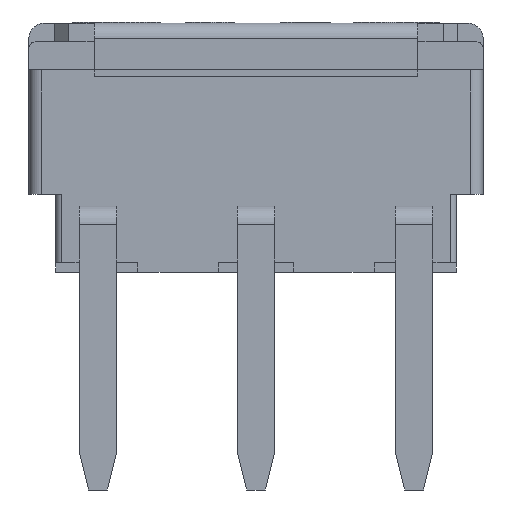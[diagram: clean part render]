
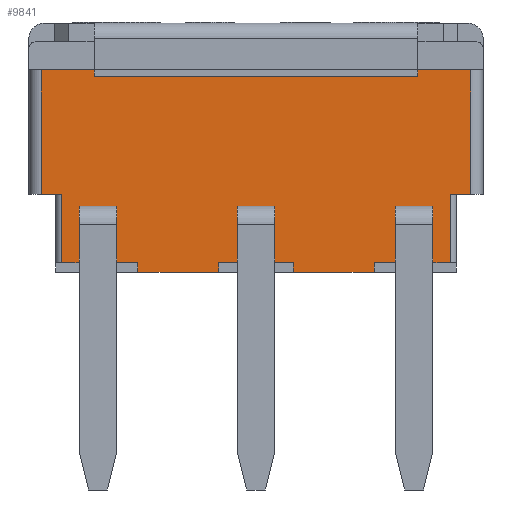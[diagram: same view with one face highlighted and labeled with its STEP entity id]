
A CAD part, left-side view. The second image highlights one B-rep face of the part: STEP entity #9841.
In plain terms, the highlighted planar face has unit normal (-1, 0, 0).
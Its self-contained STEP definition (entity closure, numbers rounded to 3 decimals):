
#3378 = VERTEX_POINT('',#3379);
#3379 = CARTESIAN_POINT('',(0.26,-5.14,3.25));
#3468 = VERTEX_POINT('',#3469);
#3469 = CARTESIAN_POINT('',(0.26,0.06,3.25));
#8099 = VERTEX_POINT('',#8100);
#8100 = CARTESIAN_POINT('',(0.26,-5.99,1.25));
#8107 = EDGE_CURVE('',#8099,#8108,#8110,.T.);
#8108 = VERTEX_POINT('',#8109);
#8109 = CARTESIAN_POINT('',(0.26,-5.76,1.25));
#8110 = LINE('',#8111,#8112);
#8111 = CARTESIAN_POINT('',(0.26,-6.19,1.25));
#8112 = VECTOR('',#8113,1.);
#8113 = DIRECTION('',(0.,1.,0.));
#8115 = EDGE_CURVE('',#8108,#8116,#8118,.T.);
#8116 = VERTEX_POINT('',#8117);
#8117 = CARTESIAN_POINT('',(0.26,-5.66,1.25));
#8118 = LINE('',#8119,#8120);
#8119 = CARTESIAN_POINT('',(0.26,-4.258,1.25));
#8120 = VECTOR('',#8121,1.);
#8121 = DIRECTION('',(0.,1.,0.));
#8762 = VERTEX_POINT('',#8763);
#8763 = CARTESIAN_POINT('',(0.26,-5.99,3.25));
#8797 = VERTEX_POINT('',#8798);
#8798 = CARTESIAN_POINT('',(0.26,0.91,3.25));
#8805 = EDGE_CURVE('',#8797,#3468,#8806,.T.);
#8806 = LINE('',#8807,#8808);
#8807 = CARTESIAN_POINT('',(0.26,1.11,3.25));
#8808 = VECTOR('',#8809,1.);
#8809 = DIRECTION('',(0.,-1.,0.));
#8814 = EDGE_CURVE('',#3378,#8762,#8815,.T.);
#8815 = LINE('',#8816,#8817);
#8816 = CARTESIAN_POINT('',(0.26,1.11,3.25));
#8817 = VECTOR('',#8818,1.);
#8818 = DIRECTION('',(0.,-1.,0.));
#9529 = VERTEX_POINT('',#9530);
#9530 = CARTESIAN_POINT('',(0.26,-5.66,0.15));
#9537 = EDGE_CURVE('',#9529,#8116,#9538,.T.);
#9538 = LINE('',#9539,#9540);
#9539 = CARTESIAN_POINT('',(0.26,-5.66,0.));
#9540 = VECTOR('',#9541,1.);
#9541 = DIRECTION('',(0.,0.,1.));
#9562 = VERTEX_POINT('',#9563);
#9563 = CARTESIAN_POINT('',(0.26,-4.44,0.15));
#9569 = EDGE_CURVE('',#9562,#9529,#9570,.T.);
#9570 = LINE('',#9571,#9572);
#9571 = CARTESIAN_POINT('',(0.26,-4.44,0.15));
#9572 = VECTOR('',#9573,1.);
#9573 = DIRECTION('',(0.,-1.,0.));
#9699 = VERTEX_POINT('',#9700);
#9700 = CARTESIAN_POINT('',(0.26,-0.64,0.));
#9706 = EDGE_CURVE('',#9699,#9707,#9709,.T.);
#9707 = VERTEX_POINT('',#9708);
#9708 = CARTESIAN_POINT('',(0.26,-1.94,0.));
#9709 = LINE('',#9710,#9711);
#9710 = CARTESIAN_POINT('',(0.26,0.68,0.));
#9711 = VECTOR('',#9712,1.);
#9712 = DIRECTION('',(0.,-1.,0.));
#9731 = VERTEX_POINT('',#9732);
#9732 = CARTESIAN_POINT('',(0.26,-3.14,0.));
#9738 = EDGE_CURVE('',#9731,#9739,#9741,.T.);
#9739 = VERTEX_POINT('',#9740);
#9740 = CARTESIAN_POINT('',(0.26,-4.44,0.));
#9741 = LINE('',#9742,#9743);
#9742 = CARTESIAN_POINT('',(0.26,0.68,0.));
#9743 = VECTOR('',#9744,1.);
#9744 = DIRECTION('',(0.,-1.,0.));
#9841 = ADVANCED_FACE('',(#9842,#9954,#9988,#10022),#10056,.T.);
#9842 = FACE_BOUND('',#9843,.T.);
#9843 = EDGE_LOOP('',(#9844,#9845,#9853,#9861,#9869,#9877,#9885,#9891,
#9892,#9900,#9908,#9914,#9915,#9921,#9922,#9923,#9924,#9925,#9931,
#9932,#9940,#9948));
#9844 = ORIENTED_EDGE('',*,*,#8805,.F.);
#9845 = ORIENTED_EDGE('',*,*,#9846,.F.);
#9846 = EDGE_CURVE('',#9847,#8797,#9849,.T.);
#9847 = VERTEX_POINT('',#9848);
#9848 = CARTESIAN_POINT('',(0.26,0.91,1.25));
#9849 = LINE('',#9850,#9851);
#9850 = CARTESIAN_POINT('',(0.26,0.91,1.25));
#9851 = VECTOR('',#9852,1.);
#9852 = DIRECTION('',(0.,0.,1.));
#9853 = ORIENTED_EDGE('',*,*,#9854,.T.);
#9854 = EDGE_CURVE('',#9847,#9855,#9857,.T.);
#9855 = VERTEX_POINT('',#9856);
#9856 = CARTESIAN_POINT('',(0.26,0.68,1.25));
#9857 = LINE('',#9858,#9859);
#9858 = CARTESIAN_POINT('',(0.26,1.11,1.25));
#9859 = VECTOR('',#9860,1.);
#9860 = DIRECTION('',(0.,-1.,0.));
#9861 = ORIENTED_EDGE('',*,*,#9862,.T.);
#9862 = EDGE_CURVE('',#9855,#9863,#9865,.T.);
#9863 = VERTEX_POINT('',#9864);
#9864 = CARTESIAN_POINT('',(0.26,0.58,1.25));
#9865 = LINE('',#9866,#9867);
#9866 = CARTESIAN_POINT('',(0.26,-0.823,1.25));
#9867 = VECTOR('',#9868,1.);
#9868 = DIRECTION('',(0.,-1.,0.));
#9869 = ORIENTED_EDGE('',*,*,#9870,.F.);
#9870 = EDGE_CURVE('',#9871,#9863,#9873,.T.);
#9871 = VERTEX_POINT('',#9872);
#9872 = CARTESIAN_POINT('',(0.26,0.58,0.15));
#9873 = LINE('',#9874,#9875);
#9874 = CARTESIAN_POINT('',(0.26,0.58,0.));
#9875 = VECTOR('',#9876,1.);
#9876 = DIRECTION('',(0.,0.,1.));
#9877 = ORIENTED_EDGE('',*,*,#9878,.T.);
#9878 = EDGE_CURVE('',#9871,#9879,#9881,.T.);
#9879 = VERTEX_POINT('',#9880);
#9880 = CARTESIAN_POINT('',(0.26,-0.64,0.15));
#9881 = LINE('',#9882,#9883);
#9882 = CARTESIAN_POINT('',(0.26,0.68,0.15));
#9883 = VECTOR('',#9884,1.);
#9884 = DIRECTION('',(0.,-1.,0.));
#9885 = ORIENTED_EDGE('',*,*,#9886,.F.);
#9886 = EDGE_CURVE('',#9699,#9879,#9887,.T.);
#9887 = LINE('',#9888,#9889);
#9888 = CARTESIAN_POINT('',(0.26,-0.64,0.));
#9889 = VECTOR('',#9890,1.);
#9890 = DIRECTION('',(0.,0.,1.));
#9891 = ORIENTED_EDGE('',*,*,#9706,.T.);
#9892 = ORIENTED_EDGE('',*,*,#9893,.T.);
#9893 = EDGE_CURVE('',#9707,#9894,#9896,.T.);
#9894 = VERTEX_POINT('',#9895);
#9895 = CARTESIAN_POINT('',(0.26,-1.94,0.15));
#9896 = LINE('',#9897,#9898);
#9897 = CARTESIAN_POINT('',(0.26,-1.94,0.));
#9898 = VECTOR('',#9899,1.);
#9899 = DIRECTION('',(0.,0.,1.));
#9900 = ORIENTED_EDGE('',*,*,#9901,.T.);
#9901 = EDGE_CURVE('',#9894,#9902,#9904,.T.);
#9902 = VERTEX_POINT('',#9903);
#9903 = CARTESIAN_POINT('',(0.26,-3.14,0.15));
#9904 = LINE('',#9905,#9906);
#9905 = CARTESIAN_POINT('',(0.26,-1.94,0.15));
#9906 = VECTOR('',#9907,1.);
#9907 = DIRECTION('',(0.,-1.,0.));
#9908 = ORIENTED_EDGE('',*,*,#9909,.F.);
#9909 = EDGE_CURVE('',#9731,#9902,#9910,.T.);
#9910 = LINE('',#9911,#9912);
#9911 = CARTESIAN_POINT('',(0.26,-3.14,0.));
#9912 = VECTOR('',#9913,1.);
#9913 = DIRECTION('',(0.,0.,1.));
#9914 = ORIENTED_EDGE('',*,*,#9738,.T.);
#9915 = ORIENTED_EDGE('',*,*,#9916,.T.);
#9916 = EDGE_CURVE('',#9739,#9562,#9917,.T.);
#9917 = LINE('',#9918,#9919);
#9918 = CARTESIAN_POINT('',(0.26,-4.44,0.));
#9919 = VECTOR('',#9920,1.);
#9920 = DIRECTION('',(0.,0.,1.));
#9921 = ORIENTED_EDGE('',*,*,#9569,.T.);
#9922 = ORIENTED_EDGE('',*,*,#9537,.T.);
#9923 = ORIENTED_EDGE('',*,*,#8115,.F.);
#9924 = ORIENTED_EDGE('',*,*,#8107,.F.);
#9925 = ORIENTED_EDGE('',*,*,#9926,.T.);
#9926 = EDGE_CURVE('',#8099,#8762,#9927,.T.);
#9927 = LINE('',#9928,#9929);
#9928 = CARTESIAN_POINT('',(0.26,-5.99,1.25));
#9929 = VECTOR('',#9930,1.);
#9930 = DIRECTION('',(0.,0.,1.));
#9931 = ORIENTED_EDGE('',*,*,#8814,.F.);
#9932 = ORIENTED_EDGE('',*,*,#9933,.F.);
#9933 = EDGE_CURVE('',#9934,#3378,#9936,.T.);
#9934 = VERTEX_POINT('',#9935);
#9935 = CARTESIAN_POINT('',(0.26,-5.14,3.15));
#9936 = LINE('',#9937,#9938);
#9937 = CARTESIAN_POINT('',(0.26,-5.14,1.9));
#9938 = VECTOR('',#9939,1.);
#9939 = DIRECTION('',(0.,0.,1.));
#9940 = ORIENTED_EDGE('',*,*,#9941,.T.);
#9941 = EDGE_CURVE('',#9934,#9942,#9944,.T.);
#9942 = VERTEX_POINT('',#9943);
#9943 = CARTESIAN_POINT('',(0.26,0.06,3.15));
#9944 = LINE('',#9945,#9946);
#9945 = CARTESIAN_POINT('',(0.26,-5.89,3.15));
#9946 = VECTOR('',#9947,1.);
#9947 = DIRECTION('',(0.,1.,0.));
#9948 = ORIENTED_EDGE('',*,*,#9949,.T.);
#9949 = EDGE_CURVE('',#9942,#3468,#9950,.T.);
#9950 = LINE('',#9951,#9952);
#9951 = CARTESIAN_POINT('',(0.26,0.06,1.9));
#9952 = VECTOR('',#9953,1.);
#9953 = DIRECTION('',(0.,0.,1.));
#9954 = FACE_BOUND('',#9955,.T.);
#9955 = EDGE_LOOP('',(#9956,#9966,#9974,#9982));
#9956 = ORIENTED_EDGE('',*,*,#9957,.T.);
#9957 = EDGE_CURVE('',#9958,#9960,#9962,.T.);
#9958 = VERTEX_POINT('',#9959);
#9959 = CARTESIAN_POINT('',(0.26,-4.78,1.06));
#9960 = VERTEX_POINT('',#9961);
#9961 = CARTESIAN_POINT('',(0.26,-5.38,1.06));
#9962 = LINE('',#9963,#9964);
#9963 = CARTESIAN_POINT('',(0.26,-3.81,1.06));
#9964 = VECTOR('',#9965,1.);
#9965 = DIRECTION('',(0.,-1.,0.));
#9966 = ORIENTED_EDGE('',*,*,#9967,.T.);
#9967 = EDGE_CURVE('',#9960,#9968,#9970,.T.);
#9968 = VERTEX_POINT('',#9969);
#9969 = CARTESIAN_POINT('',(0.26,-5.38,0.86));
#9970 = LINE('',#9971,#9972);
#9971 = CARTESIAN_POINT('',(0.26,-5.38,0.909));
#9972 = VECTOR('',#9973,1.);
#9973 = DIRECTION('',(0.,0.,-1.));
#9974 = ORIENTED_EDGE('',*,*,#9975,.T.);
#9975 = EDGE_CURVE('',#9968,#9976,#9978,.T.);
#9976 = VERTEX_POINT('',#9977);
#9977 = CARTESIAN_POINT('',(0.26,-4.78,0.86));
#9978 = LINE('',#9979,#9980);
#9979 = CARTESIAN_POINT('',(0.26,-3.81,0.86));
#9980 = VECTOR('',#9981,1.);
#9981 = DIRECTION('',(0.,1.,0.));
#9982 = ORIENTED_EDGE('',*,*,#9983,.T.);
#9983 = EDGE_CURVE('',#9976,#9958,#9984,.T.);
#9984 = LINE('',#9985,#9986);
#9985 = CARTESIAN_POINT('',(0.26,-4.78,0.909));
#9986 = VECTOR('',#9987,1.);
#9987 = DIRECTION('',(0.,0.,1.));
#9988 = FACE_BOUND('',#9989,.T.);
#9989 = EDGE_LOOP('',(#9990,#10000,#10008,#10016));
#9990 = ORIENTED_EDGE('',*,*,#9991,.T.);
#9991 = EDGE_CURVE('',#9992,#9994,#9996,.T.);
#9992 = VERTEX_POINT('',#9993);
#9993 = CARTESIAN_POINT('',(0.26,0.3,1.06));
#9994 = VERTEX_POINT('',#9995);
#9995 = CARTESIAN_POINT('',(0.26,-0.3,1.06));
#9996 = LINE('',#9997,#9998);
#9997 = CARTESIAN_POINT('',(0.26,-1.27,1.06));
#9998 = VECTOR('',#9999,1.);
#9999 = DIRECTION('',(0.,-1.,0.));
#10000 = ORIENTED_EDGE('',*,*,#10001,.T.);
#10001 = EDGE_CURVE('',#9994,#10002,#10004,.T.);
#10002 = VERTEX_POINT('',#10003);
#10003 = CARTESIAN_POINT('',(0.26,-0.3,0.86));
#10004 = LINE('',#10005,#10006);
#10005 = CARTESIAN_POINT('',(0.26,-0.3,0.909));
#10006 = VECTOR('',#10007,1.);
#10007 = DIRECTION('',(0.,0.,-1.));
#10008 = ORIENTED_EDGE('',*,*,#10009,.T.);
#10009 = EDGE_CURVE('',#10002,#10010,#10012,.T.);
#10010 = VERTEX_POINT('',#10011);
#10011 = CARTESIAN_POINT('',(0.26,0.3,0.86));
#10012 = LINE('',#10013,#10014);
#10013 = CARTESIAN_POINT('',(0.26,-1.27,0.86));
#10014 = VECTOR('',#10015,1.);
#10015 = DIRECTION('',(0.,1.,0.));
#10016 = ORIENTED_EDGE('',*,*,#10017,.T.);
#10017 = EDGE_CURVE('',#10010,#9992,#10018,.T.);
#10018 = LINE('',#10019,#10020);
#10019 = CARTESIAN_POINT('',(0.26,0.3,0.909));
#10020 = VECTOR('',#10021,1.);
#10021 = DIRECTION('',(0.,0.,1.));
#10022 = FACE_BOUND('',#10023,.T.);
#10023 = EDGE_LOOP('',(#10024,#10034,#10042,#10050));
#10024 = ORIENTED_EDGE('',*,*,#10025,.T.);
#10025 = EDGE_CURVE('',#10026,#10028,#10030,.T.);
#10026 = VERTEX_POINT('',#10027);
#10027 = CARTESIAN_POINT('',(0.26,-2.24,1.06));
#10028 = VERTEX_POINT('',#10029);
#10029 = CARTESIAN_POINT('',(0.26,-2.84,1.06));
#10030 = LINE('',#10031,#10032);
#10031 = CARTESIAN_POINT('',(0.26,-2.54,1.06));
#10032 = VECTOR('',#10033,1.);
#10033 = DIRECTION('',(0.,-1.,0.));
#10034 = ORIENTED_EDGE('',*,*,#10035,.T.);
#10035 = EDGE_CURVE('',#10028,#10036,#10038,.T.);
#10036 = VERTEX_POINT('',#10037);
#10037 = CARTESIAN_POINT('',(0.26,-2.84,0.86));
#10038 = LINE('',#10039,#10040);
#10039 = CARTESIAN_POINT('',(0.26,-2.84,0.909));
#10040 = VECTOR('',#10041,1.);
#10041 = DIRECTION('',(0.,0.,-1.));
#10042 = ORIENTED_EDGE('',*,*,#10043,.T.);
#10043 = EDGE_CURVE('',#10036,#10044,#10046,.T.);
#10044 = VERTEX_POINT('',#10045);
#10045 = CARTESIAN_POINT('',(0.26,-2.24,0.86));
#10046 = LINE('',#10047,#10048);
#10047 = CARTESIAN_POINT('',(0.26,-2.54,0.86));
#10048 = VECTOR('',#10049,1.);
#10049 = DIRECTION('',(0.,1.,0.));
#10050 = ORIENTED_EDGE('',*,*,#10051,.T.);
#10051 = EDGE_CURVE('',#10044,#10026,#10052,.T.);
#10052 = LINE('',#10053,#10054);
#10053 = CARTESIAN_POINT('',(0.26,-2.24,0.909));
#10054 = VECTOR('',#10055,1.);
#10055 = DIRECTION('',(0.,0.,1.));
#10056 = PLANE('',#10057);
#10057 = AXIS2_PLACEMENT_3D('',#10058,#10059,#10060);
#10058 = CARTESIAN_POINT('',(0.26,-2.54,1.877));
#10059 = DIRECTION('',(-1.,0.,0.));
#10060 = DIRECTION('',(0.,0.,1.));
